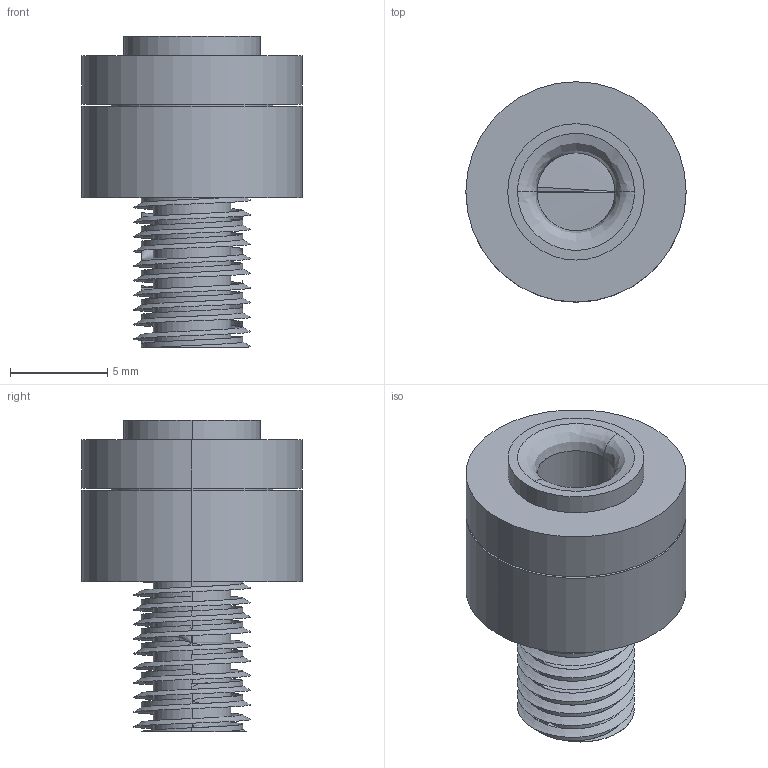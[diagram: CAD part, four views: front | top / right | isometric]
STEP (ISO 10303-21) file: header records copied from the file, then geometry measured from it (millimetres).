
FILE_DESCRIPTION (( 'STEP AP214' ), '1' );
FILE_NAME ('User Library-ST-351A V2 - RED.STEP', '2020-02-04T09:30:33', ( '' ), ( '' ), 'SwSTEP 2.0', 'SolidWorks 2019', '' );
FILE_SCHEMA (( 'AUTOMOTIVE_DESIGN' ));
Length unit declared in the file: millimetre
Products named in the file (3): Metal; User Library-ST-351A V2 - RED; Insulator
Assembly tree (2 placements, depth 2):
  User Library-ST-351A V2 - RED
    Insulator
    Metal
Bounding box: 11.3 x 11.3 x 16 mm (x, y, z)
Volume: 487.5 mm3; surface area: 1406.7 mm2
Topology: 2 solids, 38 shells, 56 faces, 205 edges, 191 vertices
Faces by surface type: cylinder 42, plane 9, bspline 5
Full cylindrical faces by diameter (mm): 5.2 x4
Entity records: 7902 total; most frequent: CARTESIAN_POINT 5634, ORIENTED_EDGE 253, DIRECTION 247, EDGE_CURVE 208, VERTEX_POINT 194, B_SPLINE_CURVE_WITH_KNOTS 109, AXIS2_PLACEMENT_3D 93, EDGE_LOOP 65
